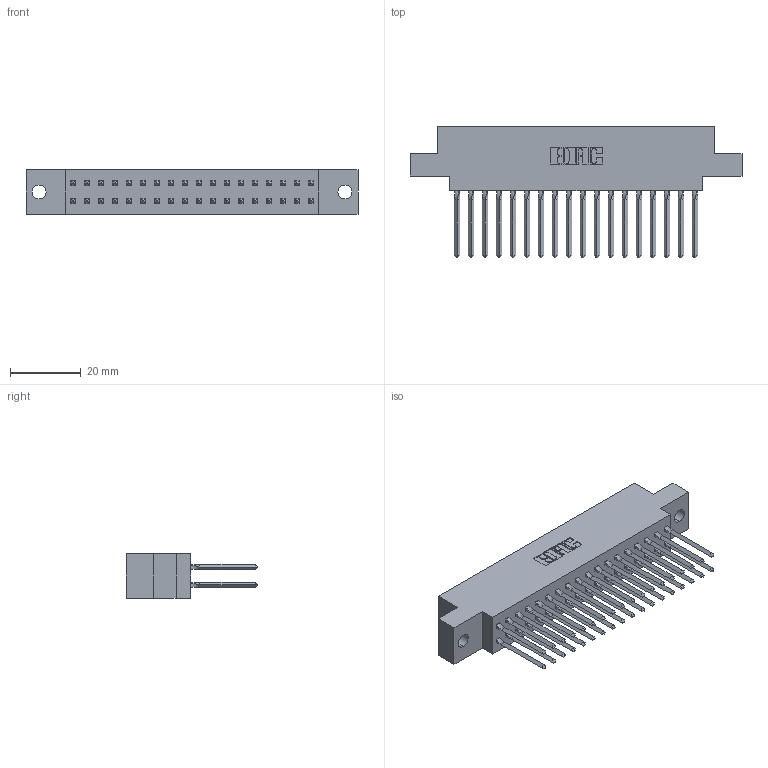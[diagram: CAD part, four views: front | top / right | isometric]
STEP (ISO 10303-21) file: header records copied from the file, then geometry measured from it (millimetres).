
FILE_DESCRIPTION (( 'STEP AP203' ), '1' );
FILE_NAME ('317-036-540-804.STEP', '2020-02-27T22:45:45', ( '' ), ( '' ), 'SwSTEP 2.0', 'SolidWorks 2016', '' );
FILE_SCHEMA (( 'CONFIG_CONTROL_DESIGN' ));
Length unit declared in the file: inch
Products named in the file (3): 317-290-001_540; 317 Part_.156 Dia - TH; 317-036-540-804
Assembly tree (37 placements, depth 2):
  317-036-540-804
    317 Part_.156 Dia - TH
    317-290-001_540  x36
Bounding box: 94.03 x 37.34 x 12.7 mm (x, y, z)
Volume: 14882 mm3; surface area: 21106.1 mm2
Topology: 37 solids, 37 shells, 3306 faces, 9167 edges, 5906 vertices
Faces by surface type: plane 2686, cylinder 476, bspline 144
Entity records: 29370 total; most frequent: CARTESIAN_POINT 5535, ORIENTED_EDGE 5034, DIRECTION 4203, EDGE_CURVE 2517, LINE 2261, VECTOR 2261, VERTEX_POINT 1671, AXIS2_PLACEMENT_3D 971
